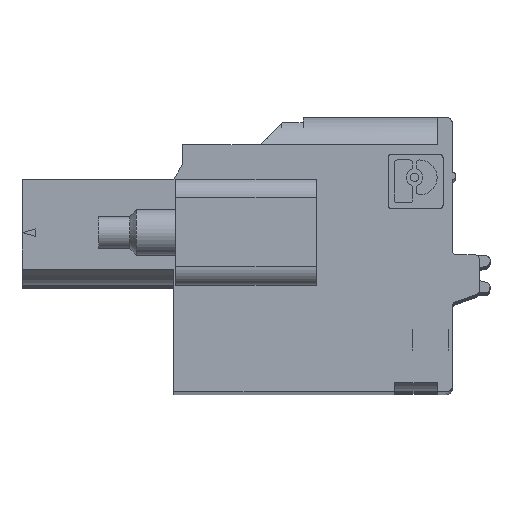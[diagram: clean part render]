
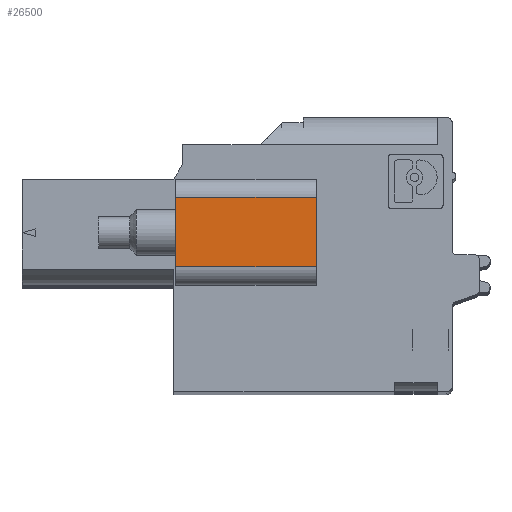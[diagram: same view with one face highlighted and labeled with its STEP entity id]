
A CAD part, top view. The second image highlights one B-rep face of the part: STEP entity #26500.
In plain terms, the highlighted planar face has unit normal (0, 0, 1).
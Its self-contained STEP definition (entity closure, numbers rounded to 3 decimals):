
#7510=CARTESIAN_POINT('',(48.827,48.468,
   7.5));
#7520=VERTEX_POINT('',#7510);
#7550=CARTESIAN_POINT('',(48.827,0.
   ,7.5));
#7560=DIRECTION('',(0.,1.,
   0.));
#7570=VECTOR('',#7560,1.);
#7580=LINE('',#7550,#7570);
#7590=CARTESIAN_POINT('',(48.827,44.668,
   7.5));
#7600=VERTEX_POINT('',#7590);
#7610=EDGE_CURVE('',#7600,#7520,#7580,.T.);
#26200=CARTESIAN_POINT('',(54.644,46.226
   ,7.5));
#26210=DIRECTION('',(0.,0.,
   1.));
#26220=DIRECTION('',(1.,0.,
   0.));
#26230=AXIS2_PLACEMENT_3D('',#26200,#26210,#26220);
#26240=PLANE('',#26230);
#26250=CARTESIAN_POINT('',(56.527,
   0.,7.5));
#26260=DIRECTION('',(0.,1.,
   0.));
#26270=VECTOR('',#26260,1.);
#26280=LINE('',#26250,#26270);
#26290=CARTESIAN_POINT('',(56.527,44.668
   ,7.5));
#26300=VERTEX_POINT('',#26290);
#26310=CARTESIAN_POINT('',(56.527,48.468
   ,7.5));
#26320=VERTEX_POINT('',#26310);
#26330=EDGE_CURVE('',#26300,#26320,#26280,.T.);
#26340=ORIENTED_EDGE('',*,*,#26330,.T.);
#26350=CARTESIAN_POINT('',(0.2,44.668
   ,7.5));
#26360=DIRECTION('',(1.,0.,
   0.));
#26370=VECTOR('',#26360,1.);
#26380=LINE('',#26350,#26370);
#26390=EDGE_CURVE('',#7600,#26300,#26380,.T.);
#26400=ORIENTED_EDGE('',*,*,#26390,.T.);
#26410=ORIENTED_EDGE('',*,*,#7610,.F.);
#26420=CARTESIAN_POINT('',(0.2,48.468
   ,7.5));
#26430=DIRECTION('',(-1.,0.,
   0.));
#26440=VECTOR('',#26430,1.);
#26450=LINE('',#26420,#26440);
#26460=EDGE_CURVE('',#26320,#7520,#26450,.T.);
#26470=ORIENTED_EDGE('',*,*,#26460,.T.);
#26480=EDGE_LOOP('',(#26470,#26410,#26400,#26340));
#26490=FACE_OUTER_BOUND('',#26480,.T.);
#26500=ADVANCED_FACE('',(#26490),#26240,.T.);
